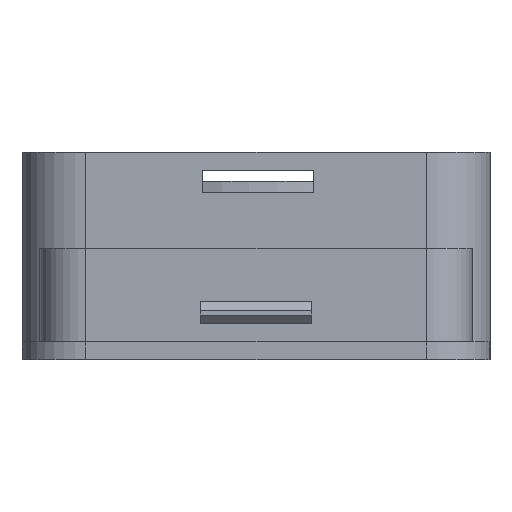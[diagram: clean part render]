
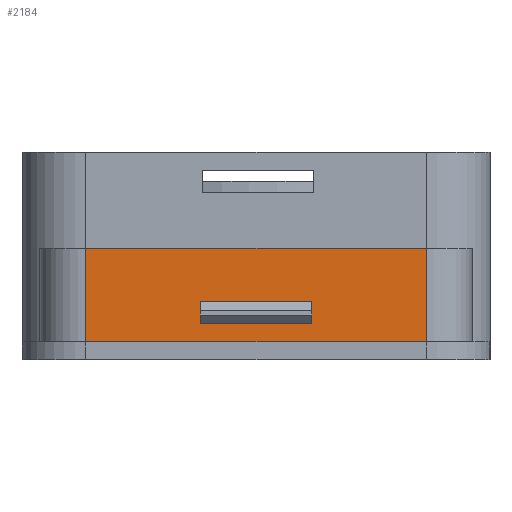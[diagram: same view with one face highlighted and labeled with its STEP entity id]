
A CAD part, left-side view. The second image highlights one B-rep face of the part: STEP entity #2184.
In plain terms, the highlighted planar face has unit normal (-1, 0, 0).
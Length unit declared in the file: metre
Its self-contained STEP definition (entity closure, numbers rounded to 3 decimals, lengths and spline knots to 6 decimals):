
#108=LINE('',#3459,#322);
#112=LINE('',#3467,#326);
#114=LINE('',#3471,#328);
#115=LINE('',#3473,#329);
#116=LINE('',#3475,#330);
#120=LINE('',#3492,#334);
#150=LINE('',#3567,#364);
#151=LINE('',#3569,#365);
#322=VECTOR('',#2819,1.);
#326=VECTOR('',#2825,1.);
#328=VECTOR('',#2829,1.);
#329=VECTOR('',#2832,1.);
#330=VECTOR('',#2835,1.);
#334=VECTOR('',#2849,1.);
#364=VECTOR('',#2929,1.);
#365=VECTOR('',#2932,1.);
#866=ORIENTED_EDGE('',*,*,#1242,.T.);
#867=ORIENTED_EDGE('',*,*,#1240,.T.);
#868=ORIENTED_EDGE('',*,*,#1236,.F.);
#869=ORIENTED_EDGE('',*,*,#1243,.F.);
#870=ORIENTED_EDGE('',*,*,#1290,.F.);
#871=ORIENTED_EDGE('',*,*,#1244,.T.);
#872=ORIENTED_EDGE('',*,*,#1252,.T.);
#873=ORIENTED_EDGE('',*,*,#1291,.T.);
#1236=EDGE_CURVE('',#1500,#1501,#108,.T.);
#1240=EDGE_CURVE('',#1502,#1501,#112,.T.);
#1242=EDGE_CURVE('',#1503,#1502,#114,.T.);
#1243=EDGE_CURVE('',#1503,#1500,#115,.T.);
#1244=EDGE_CURVE('',#1504,#1505,#116,.T.);
#1252=EDGE_CURVE('',#1505,#1512,#120,.T.);
#1290=EDGE_CURVE('',#1504,#1531,#150,.T.);
#1291=EDGE_CURVE('',#1512,#1531,#151,.T.);
#1500=VERTEX_POINT('',#3460);
#1501=VERTEX_POINT('',#3461);
#1502=VERTEX_POINT('',#3466);
#1503=VERTEX_POINT('',#3470);
#1504=VERTEX_POINT('',#3476);
#1505=VERTEX_POINT('',#3477);
#1512=VERTEX_POINT('',#3493);
#1531=VERTEX_POINT('',#3566);
#1799=EDGE_LOOP('',(#866,#867,#868,#869));
#1800=EDGE_LOOP('',(#870,#871,#872,#873));
#1963=FACE_BOUND('',#1799,.T.);
#1964=FACE_BOUND('',#1800,.T.);
#2070=PLANE('',#2420);
#2184=ADVANCED_FACE('',(#1963,#1964),#2070,.F.);
#2420=AXIS2_PLACEMENT_3D('',#3568,#2930,#2931);
#2819=DIRECTION('',(0.,0.,1.));
#2825=DIRECTION('',(0.,-1.,0.));
#2829=DIRECTION('',(0.,0.,1.));
#2832=DIRECTION('',(0.,-1.,0.));
#2835=DIRECTION('',(0.,-1.,0.));
#2849=DIRECTION('',(0.,0.,1.));
#2929=DIRECTION('',(0.,0.,1.));
#2930=DIRECTION('',(1.,0.,0.));
#2931=DIRECTION('',(0.,0.,1.));
#2932=DIRECTION('',(0.,1.,0.));
#3459=CARTESIAN_POINT('',(0.,0.0144,0.0016));
#3460=CARTESIAN_POINT('',(0.,0.0144,0.0032));
#3461=CARTESIAN_POINT('',(0.,0.0144,0.0052));
#3466=CARTESIAN_POINT('',(0.,0.0244,0.0052));
#3467=CARTESIAN_POINT('',(0.,0.0072,0.0052));
#3470=CARTESIAN_POINT('',(0.,0.0244,0.0032));
#3471=CARTESIAN_POINT('',(0.,0.0244,0.0016));
#3473=CARTESIAN_POINT('',(0.,0.0072,0.0032));
#3475=CARTESIAN_POINT('',(0.,-0.0008,0.0016));
#3476=CARTESIAN_POINT('',(0.,0.03466,0.0016));
#3477=CARTESIAN_POINT('',(0.,0.00414,0.0016));
#3492=CARTESIAN_POINT('',(0.,0.00414,0.));
#3493=CARTESIAN_POINT('',(0.,0.00414,0.01));
#3566=CARTESIAN_POINT('',(0.,0.03466,0.01));
#3567=CARTESIAN_POINT('',(0.,0.03466,0.));
#3568=CARTESIAN_POINT('',(0.,0.,0.));
#3569=CARTESIAN_POINT('',(0.,0.,0.01));
